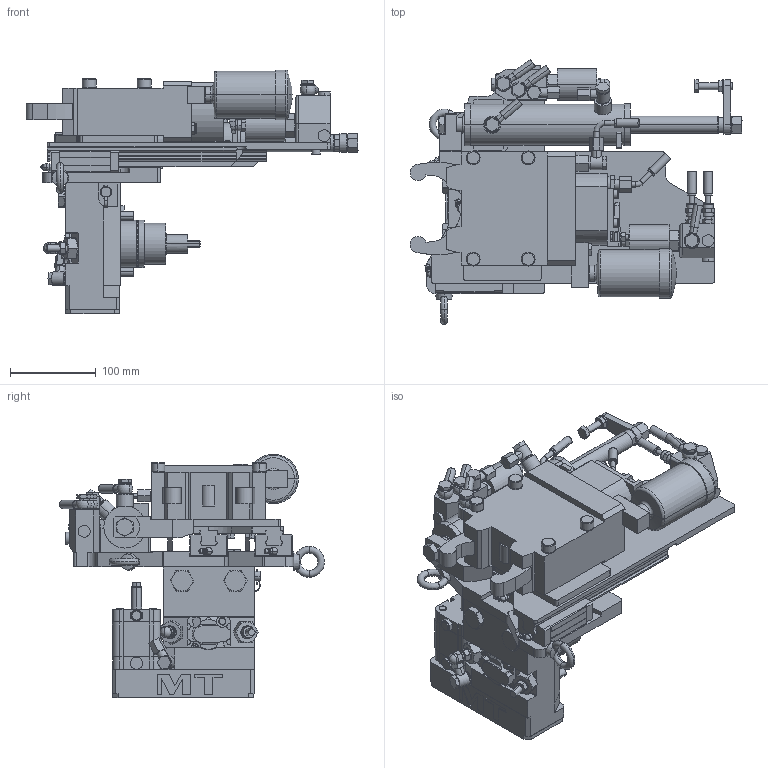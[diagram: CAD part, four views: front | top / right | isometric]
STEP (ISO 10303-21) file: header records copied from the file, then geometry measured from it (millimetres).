
FILE_DESCRIPTION((''),'2;1');
FILE_NAME('BGL0130300_CONF','2023-07-03T10:39:47',('gvalli'),('M.T. srl'),'CREO PARAMETRIC BY PTC INC, 2021072','CREO PARAMETRIC BY PTC INC, 2021072','');
FILE_SCHEMA(('CONFIG_CONTROL_DESIGN'));
Products named in the file (1): BGL0130300_CONF
Bounding box: 386.62 x 308.69 x 284 mm (x, y, z)
Volume: 5083241.1 mm3; surface area: 547787.5 mm2
Topology: 5 solids, 5 shells, 2231 faces, 5748 edges, 3618 vertices
Faces by surface type: plane 1250, cylinder 620, cone 254, torus 69, sphere 26, bspline 8, extrusion 2, revolution 2
Entity records: 78504 total; most frequent: CARTESIAN_POINT 23898, ORIENTED_EDGE 11448, DIRECTION 11376, EDGE_CURVE 5724, AXIS2_PLACEMENT_3D 3988, VERTEX_POINT 3618, VECTOR 3398, LINE 3396
